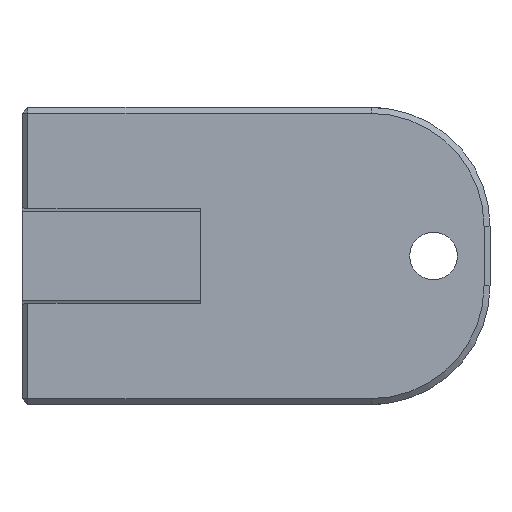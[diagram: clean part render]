
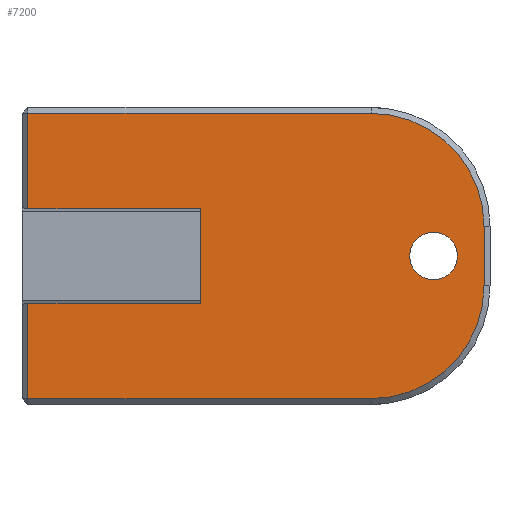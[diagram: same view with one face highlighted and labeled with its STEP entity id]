
A CAD part, front view. The second image highlights one B-rep face of the part: STEP entity #7200.
In plain terms, the highlighted planar face has unit normal (0, -1, 0).
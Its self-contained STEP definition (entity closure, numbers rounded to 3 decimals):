
#82=FACE_BOUND('',#833,.T.);
#114=CIRCLE('',#7580,7.6);
#116=CIRCLE('',#7584,7.6);
#121=CIRCLE('',#7664,1.6);
#431=FACE_OUTER_BOUND('',#832,.T.);
#832=EDGE_LOOP('',(#6106,#6107,#6108,#6109,#6110,#6111,#6112,#6113,#6114,
#6115));
#833=EDGE_LOOP('',(#6116));
#1616=LINE('',#11043,#2591);
#1619=LINE('',#11049,#2594);
#1623=LINE('',#11061,#2598);
#1625=LINE('',#11069,#2600);
#1643=LINE('',#11100,#2618);
#1738=LINE('',#11299,#2713);
#1739=LINE('',#11302,#2714);
#1741=LINE('',#11305,#2716);
#2591=VECTOR('',#8972,10.);
#2594=VECTOR('',#8977,10.);
#2598=VECTOR('',#8989,10.);
#2600=VECTOR('',#8999,10.);
#2618=VECTOR('',#9033,10.);
#2713=VECTOR('',#9254,10.);
#2714=VECTOR('',#9257,10.);
#2716=VECTOR('',#9261,10.);
#3307=VERTEX_POINT('',#10853);
#3317=VERTEX_POINT('',#10881);
#3357=VERTEX_POINT('',#11041);
#3358=VERTEX_POINT('',#11045);
#3360=VERTEX_POINT('',#11051);
#3362=VERTEX_POINT('',#11057);
#3364=VERTEX_POINT('',#11063);
#3370=VERTEX_POINT('',#11098);
#3411=VERTEX_POINT('',#11297);
#3412=VERTEX_POINT('',#11301);
#3415=VERTEX_POINT('',#11314);
#4223=EDGE_CURVE('',#3357,#3317,#1616,.T.);
#4226=EDGE_CURVE('',#3317,#3358,#1619,.T.);
#4229=EDGE_CURVE('',#3358,#3360,#114,.T.);
#4232=EDGE_CURVE('',#3360,#3362,#1623,.T.);
#4235=EDGE_CURVE('',#3362,#3364,#116,.T.);
#4236=EDGE_CURVE('',#3364,#3307,#1625,.T.);
#4254=EDGE_CURVE('',#3307,#3370,#1643,.T.);
#4351=EDGE_CURVE('',#3357,#3411,#1738,.T.);
#4352=EDGE_CURVE('',#3412,#3370,#1739,.T.);
#4354=EDGE_CURVE('',#3411,#3412,#1741,.T.);
#4358=EDGE_CURVE('',#3415,#3415,#121,.T.);
#6106=ORIENTED_EDGE('',*,*,#4223,.F.);
#6107=ORIENTED_EDGE('',*,*,#4351,.T.);
#6108=ORIENTED_EDGE('',*,*,#4354,.T.);
#6109=ORIENTED_EDGE('',*,*,#4352,.T.);
#6110=ORIENTED_EDGE('',*,*,#4254,.F.);
#6111=ORIENTED_EDGE('',*,*,#4236,.F.);
#6112=ORIENTED_EDGE('',*,*,#4235,.F.);
#6113=ORIENTED_EDGE('',*,*,#4232,.F.);
#6114=ORIENTED_EDGE('',*,*,#4229,.F.);
#6115=ORIENTED_EDGE('',*,*,#4226,.F.);
#6116=ORIENTED_EDGE('',*,*,#4358,.T.);
#6813=PLANE('',#7665);
#7200=ADVANCED_FACE('',(#431,#82),#6813,.T.);
#7580=AXIS2_PLACEMENT_3D('',#11055,#8983,#8984);
#7584=AXIS2_PLACEMENT_3D('',#11067,#8995,#8996);
#7664=AXIS2_PLACEMENT_3D('',#11315,#9273,#9274);
#7665=AXIS2_PLACEMENT_3D('',#11317,#9276,#9277);
#8972=DIRECTION('',(0.,0.,1.));
#8977=DIRECTION('',(1.,0.,0.));
#8983=DIRECTION('center_axis',(0.,1.,0.));
#8984=DIRECTION('ref_axis',(0.707,0.,0.707));
#8989=DIRECTION('',(0.,0.,-1.));
#8995=DIRECTION('center_axis',(0.,1.,0.));
#8996=DIRECTION('ref_axis',(0.707,0.,-0.707));
#8999=DIRECTION('',(-1.,0.,0.));
#9033=DIRECTION('',(0.,0.,1.));
#9254=DIRECTION('',(1.,0.,0.));
#9257=DIRECTION('',(-1.,0.,0.));
#9261=DIRECTION('',(0.,0.,-1.));
#9273=DIRECTION('center_axis',(0.,1.,0.));
#9274=DIRECTION('ref_axis',(1.,0.,0.));
#9276=DIRECTION('center_axis',(0.,-1.,0.));
#9277=DIRECTION('ref_axis',(0.,0.,-1.));
#10853=CARTESIAN_POINT('',(-15.85,-30.25,-9.6));
#10881=CARTESIAN_POINT('',(-15.85,-30.25,9.6));
#11041=CARTESIAN_POINT('',(-15.85,-30.25,3.176));
#11043=CARTESIAN_POINT('',(-15.85,-30.25,6.05));
#11045=CARTESIAN_POINT('',(7.25,-30.25,9.6));
#11049=CARTESIAN_POINT('',(0.063,-30.25,9.6));
#11051=CARTESIAN_POINT('',(14.85,-30.25,2.));
#11055=CARTESIAN_POINT('Origin',(7.25,-30.25,2.));
#11057=CARTESIAN_POINT('',(14.85,-30.25,-2.));
#11061=CARTESIAN_POINT('',(14.85,-30.25,3.55));
#11063=CARTESIAN_POINT('',(7.25,-30.25,-9.6));
#11067=CARTESIAN_POINT('Origin',(7.25,-30.25,-2.));
#11069=CARTESIAN_POINT('',(0.063,-30.25,-9.6));
#11098=CARTESIAN_POINT('',(-15.85,-30.25,-3.176));
#11100=CARTESIAN_POINT('',(-15.85,-30.25,6.05));
#11297=CARTESIAN_POINT('',(-4.25,-30.25,3.176));
#11299=CARTESIAN_POINT('',(-12.188,-30.25,3.176));
#11301=CARTESIAN_POINT('',(-4.25,-30.25,-3.176));
#11302=CARTESIAN_POINT('',(-12.188,-30.25,-3.176));
#11305=CARTESIAN_POINT('',(-4.25,-30.25,3.55));
#11314=CARTESIAN_POINT('',(9.85,-30.25,0.));
#11315=CARTESIAN_POINT('Origin',(11.45,-30.25,0.));
#11317=CARTESIAN_POINT('Origin',(-8.125,-30.25,7.1));
